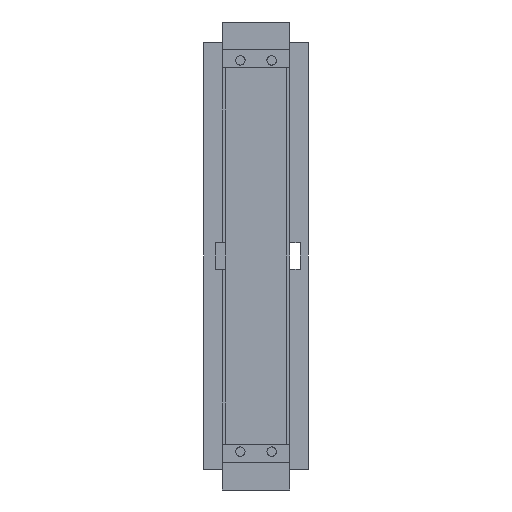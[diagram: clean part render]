
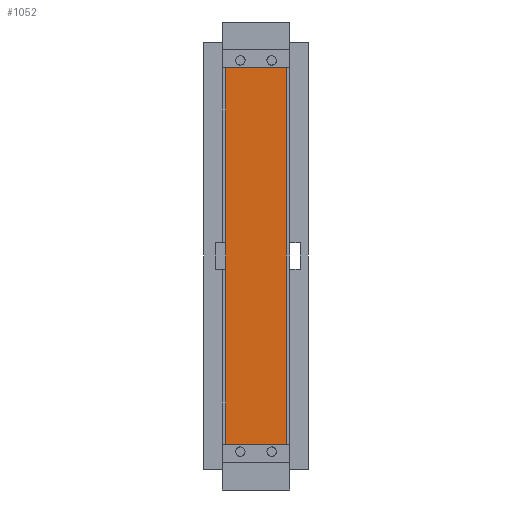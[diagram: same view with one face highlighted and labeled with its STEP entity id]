
A CAD part, front view. The second image highlights one B-rep face of the part: STEP entity #1052.
In plain terms, the highlighted free-form (B-spline) face has degree [1, 1] with [2, 2] control points.
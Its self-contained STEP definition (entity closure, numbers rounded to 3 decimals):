
#1002=CARTESIAN_POINT('V28',(113.562,-30.157,
   13.071));
#1003=VERTEX_POINT('V28',#1002);
#1010=CARTESIAN_POINT('V31',(113.562,-30.157,
   85.221));
#1011=VERTEX_POINT('V31',#1010);
#1017=CARTESIAN_POINT('E57',(113.562,-30.157,
   13.071));
#1018=CARTESIAN_POINT('E57',(113.562,-30.157,
   85.221));
#1019=B_SPLINE_CURVE_WITH_KNOTS('E57',1,(#1017,#1018),
   .POLYLINE_FORM.,.F.,.U.,(2,2),(0.0,72.15),
   .UNSPECIFIED.);
#1020=EDGE_CURVE('E57',#1003,#1011,#1019,.T.);
#1025=CARTESIAN_POINT('F7',(97.762,-30.157,
   8.236));
#1026=CARTESIAN_POINT('F7',(117.712,-30.157,
   8.236));
#1027=CARTESIAN_POINT('F7',(97.762,-30.157,
   90.056));
#1028=CARTESIAN_POINT('F7',(117.712,-30.157,
   90.056));
#1029=B_SPLINE_SURFACE_WITH_KNOTS('F7',1,1,((#1025,#1027),(#1026,
   #1028)),.PLANE_SURF.,.F.,.F.,.U.,(2,2),(2,2),(0.0,1.0),(0.0,
   4.101),.UNSPECIFIED.);
#1030=CARTESIAN_POINT('V24',(101.912,-30.157,
   13.071));
#1031=VERTEX_POINT('V24',#1030);
#1032=CARTESIAN_POINT('E29',(101.912,-30.157,
   13.071));
#1033=CARTESIAN_POINT('E29',(113.562,-30.157,
   13.071));
#1034=B_SPLINE_CURVE_WITH_KNOTS('E29',1,(#1032,#1033),
   .POLYLINE_FORM.,.F.,.U.,(2,2),(0.146,
   2.988),.UNSPECIFIED.);
#1035=EDGE_CURVE('E29',#1031,#1003,#1034,.T.);
#1036=ORIENTED_EDGE('E29',*,*,#1035,.T.);
#1037=ORIENTED_EDGE('F10',*,*,#1020,.T.);
#1038=CARTESIAN_POINT('V29',(101.912,-30.157,
   85.221));
#1039=VERTEX_POINT('V29',#1038);
#1040=CARTESIAN_POINT('E31',(113.562,-30.157,
   85.221));
#1041=CARTESIAN_POINT('E31',(101.912,-30.157,
   85.221));
#1042=B_SPLINE_CURVE_WITH_KNOTS('E31',1,(#1040,#1041),
   .POLYLINE_FORM.,.F.,.U.,(2,2),(0.146,
   2.988),.UNSPECIFIED.);
#1043=EDGE_CURVE('E31',#1011,#1039,#1042,.T.);
#1044=ORIENTED_EDGE('E31',*,*,#1043,.T.);
#1045=CARTESIAN_POINT('E58',(101.912,-30.157,
   85.221));
#1046=CARTESIAN_POINT('E58',(101.912,-30.157,
   13.071));
#1047=B_SPLINE_CURVE_WITH_KNOTS('E58',1,(#1045,#1046),
   .POLYLINE_FORM.,.F.,.U.,(2,2),(0.0,120.25),
   .UNSPECIFIED.);
#1048=EDGE_CURVE('E58',#1039,#1031,#1047,.T.);
#1049=ORIENTED_EDGE('E58',*,*,#1048,.T.);
#1050=EDGE_LOOP('F7',(#1036,#1037,#1044,#1049));
#1051=FACE_OUTER_BOUND('F7',#1050,.T.);
#1052=ADVANCED_FACE('F7',(#1051),#1029,.T.);
